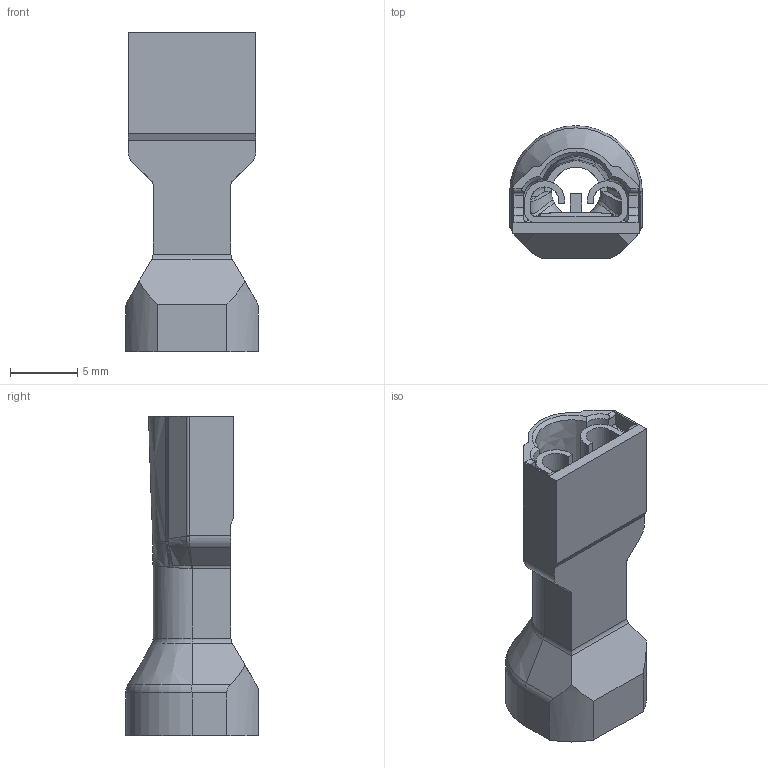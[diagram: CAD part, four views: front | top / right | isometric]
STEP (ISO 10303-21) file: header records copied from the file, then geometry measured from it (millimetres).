
FILE_DESCRIPTION(/* description */ ('Ultra-Fast .250 Series, 12-10 AWG'),/* implementation_level */ '2;1');
FILE_NAME(/* name */ 'ELEC_QuickDisconnectMale_4-520448-2.ipt.step',/* time_stamp */ '2015-01-02T19:14:17-08:00',/* author */ ('Autodesk Inc.'),/* organization */ ('Autodesk Inc.'),/* preprocessor_version */ 'ST-DEVELOPER v15.6',/* originating_system */ 'Autodesk Inventor 2015',/* authorisation */ '');
FILE_SCHEMA (('AUTOMOTIVE_DESIGN { 1 0 10303 214 3 1 1 }'));
Length unit declared in the file: millimetre
Products named in the file (1): ELEC_QuickDisconnectMale_4-520448-2
Bounding box: 9.86 x 9.86 x 23.75 mm (x, y, z)
Volume: 587.9 mm3; surface area: 1452.3 mm2
Topology: 1 solids, 1 shells, 197 faces, 496 edges, 304 vertices
Faces by surface type: bspline 71, plane 62, cylinder 55, cone 5, torus 2, sphere 2
Full cylindrical faces by diameter (mm): 3.658 x1, 4.674 x1, 8.331 x1
Entity records: 8823 total; most frequent: CARTESIAN_POINT 4513, ORIENTED_EDGE 980, DIRECTION 723, EDGE_CURVE 490, VERTEX_POINT 303, AXIS2_PLACEMENT_3D 259, EDGE_LOOP 209, LINE 205
